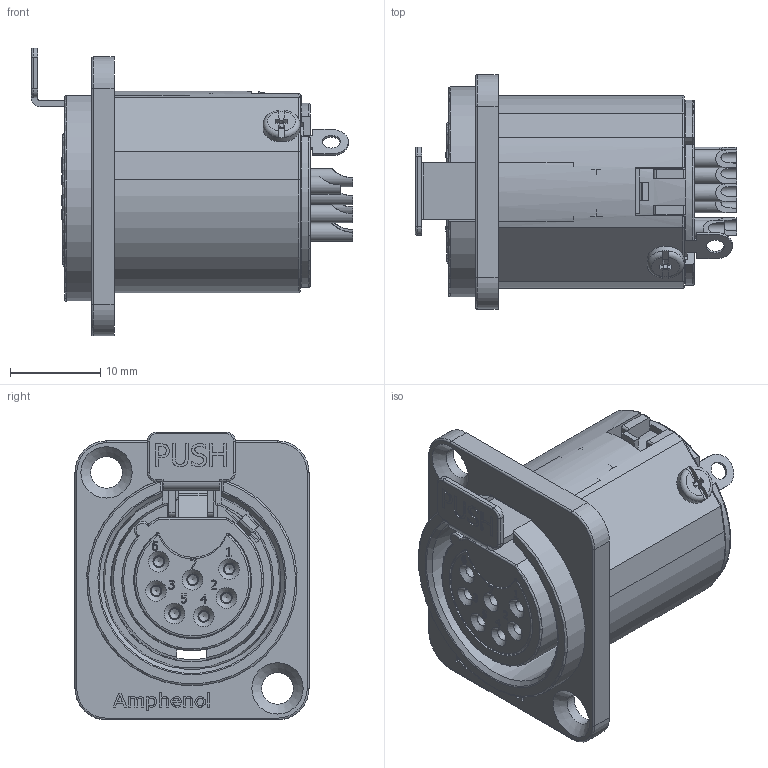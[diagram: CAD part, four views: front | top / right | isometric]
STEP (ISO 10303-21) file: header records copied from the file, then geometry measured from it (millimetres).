
FILE_DESCRIPTION(/* description */ (''),/* implementation_level */ '2;1');
FILE_NAME(/* name */ 'AC7FDZ.stp',/* time_stamp */ '2018-06-12T12:22:17+10:00',/* author */ ('minh'),/* organization */ (''),/* preprocessor_version */ 'ST-DEVELOPER v16.1',/* originating_system */ 'Autodesk Inventor 2016',/* authorisation */ '');
FILE_SCHEMA (('AUTOMOTIVE_DESIGN { 1 0 10303 214 3 1 1 }'));
Length unit declared in the file: millimetre
Products named in the file (10): AC5FPZB PART1; 348-4066-000; AC5FPZB ~PART1; AC5FPZB ~~PART1; 011-4042-000; 127-4050-000; 030-4093-100; 156-4076-100; 030-4098-000; AC7FDZ
Assembly tree (15 placements, depth 3):
  AC7FDZ
    AC5FPZB PART1
    348-4066-000
    AC5FPZB ~PART1
    AC5FPZB ~~PART1
    011-4042-000
    156-4076-100
      127-4050-000
      030-4093-100  x7
    030-4098-000
Bounding box: 35.7 x 26 x 31.98 mm (x, y, z)
Volume: 8589.5 mm3; surface area: 12518.7 mm2
Topology: 15 solids, 15 shells, 1055 faces, 2846 edges, 1867 vertices
Faces by surface type: plane 577, bspline 209, cylinder 170, cone 65, torus 32, sphere 2
Full cylindrical faces by diameter (mm): 1.1 x7, 1.2 x7, 1.3 x7, 1.6 x14, 1.7 x7, 2 x8, 2.1 x7, 2.2 x1, 2.35 x1, 3.5 x2, 4.1 x1, 13.1 x1, 13.9 x1
Entity records: 30408 total; most frequent: CARTESIAN_POINT 8600, ORIENTED_EDGE 4826, DIRECTION 3762, EDGE_CURVE 2412, VERTEX_POINT 1617, LINE 1524, VECTOR 1524, AXIS2_PLACEMENT_3D 1119
